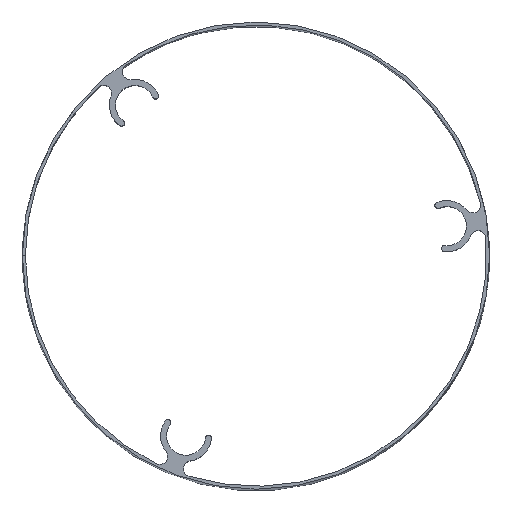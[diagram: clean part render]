
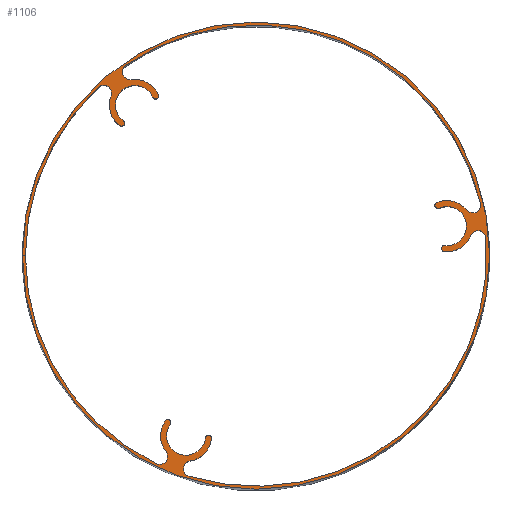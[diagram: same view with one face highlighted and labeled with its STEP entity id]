
A CAD part, top view. The second image highlights one B-rep face of the part: STEP entity #1106.
In plain terms, the highlighted planar face has unit normal (0, 0, 1).
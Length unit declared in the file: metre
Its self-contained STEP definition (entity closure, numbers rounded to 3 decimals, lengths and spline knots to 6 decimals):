
#81=LINE('',#1930,#145);
#83=LINE('',#1933,#147);
#145=VECTOR('',#1448,1.);
#147=VECTOR('',#1452,1.);
#193=CIRCLE('',#1193,0.0386);
#208=CIRCLE('',#1211,0.0381);
#210=CIRCLE('',#1213,0.0381);
#212=CIRCLE('',#1215,0.0381);
#214=CIRCLE('',#1217,0.0381);
#215=CIRCLE('',#1221,0.001303);
#216=CIRCLE('',#1222,0.004225);
#217=CIRCLE('',#1223,0.0005);
#218=CIRCLE('',#1224,0.003225);
#219=CIRCLE('',#1225,0.0005);
#220=CIRCLE('',#1226,0.004225);
#221=CIRCLE('',#1227,0.001303);
#222=CIRCLE('',#1228,0.001303);
#223=CIRCLE('',#1229,0.004225);
#224=CIRCLE('',#1230,0.0005);
#225=CIRCLE('',#1231,0.003225);
#226=CIRCLE('',#1232,0.0005);
#227=CIRCLE('',#1233,0.004225);
#228=CIRCLE('',#1234,0.001303);
#229=CIRCLE('',#1235,0.001303);
#230=CIRCLE('',#1236,0.004225);
#231=CIRCLE('',#1237,0.0005);
#232=CIRCLE('',#1238,0.003225);
#233=CIRCLE('',#1239,0.0005);
#234=CIRCLE('',#1240,0.004225);
#235=CIRCLE('',#1241,0.001303);
#386=ORIENTED_EDGE('',*,*,#722,.F.);
#387=ORIENTED_EDGE('',*,*,#721,.F.);
#388=ORIENTED_EDGE('',*,*,#726,.T.);
#389=ORIENTED_EDGE('',*,*,#727,.F.);
#390=ORIENTED_EDGE('',*,*,#728,.F.);
#391=ORIENTED_EDGE('',*,*,#729,.T.);
#392=ORIENTED_EDGE('',*,*,#730,.T.);
#393=ORIENTED_EDGE('',*,*,#731,.T.);
#394=ORIENTED_EDGE('',*,*,#732,.F.);
#395=ORIENTED_EDGE('',*,*,#717,.F.);
#396=ORIENTED_EDGE('',*,*,#733,.T.);
#397=ORIENTED_EDGE('',*,*,#734,.F.);
#398=ORIENTED_EDGE('',*,*,#735,.F.);
#399=ORIENTED_EDGE('',*,*,#736,.T.);
#400=ORIENTED_EDGE('',*,*,#737,.T.);
#401=ORIENTED_EDGE('',*,*,#738,.T.);
#402=ORIENTED_EDGE('',*,*,#739,.F.);
#403=ORIENTED_EDGE('',*,*,#713,.F.);
#404=ORIENTED_EDGE('',*,*,#740,.T.);
#405=ORIENTED_EDGE('',*,*,#741,.F.);
#406=ORIENTED_EDGE('',*,*,#742,.F.);
#407=ORIENTED_EDGE('',*,*,#743,.T.);
#408=ORIENTED_EDGE('',*,*,#744,.T.);
#409=ORIENTED_EDGE('',*,*,#745,.T.);
#410=ORIENTED_EDGE('',*,*,#746,.F.);
#411=ORIENTED_EDGE('',*,*,#709,.F.);
#412=ORIENTED_EDGE('',*,*,#724,.T.);
#413=ORIENTED_EDGE('',*,*,#667,.T.);
#667=EDGE_CURVE('',#842,#841,#193,.T.);
#709=EDGE_CURVE('',#874,#875,#208,.T.);
#713=EDGE_CURVE('',#878,#879,#210,.T.);
#717=EDGE_CURVE('',#882,#883,#212,.T.);
#721=EDGE_CURVE('',#886,#853,#214,.T.);
#722=EDGE_CURVE('',#853,#841,#81,.T.);
#724=EDGE_CURVE('',#874,#842,#83,.T.);
#726=EDGE_CURVE('',#886,#887,#215,.F.);
#727=EDGE_CURVE('',#888,#887,#216,.F.);
#728=EDGE_CURVE('',#889,#888,#217,.F.);
#729=EDGE_CURVE('',#889,#890,#218,.F.);
#730=EDGE_CURVE('',#890,#891,#219,.T.);
#731=EDGE_CURVE('',#891,#892,#220,.T.);
#732=EDGE_CURVE('',#883,#892,#221,.T.);
#733=EDGE_CURVE('',#882,#893,#222,.F.);
#734=EDGE_CURVE('',#894,#893,#223,.F.);
#735=EDGE_CURVE('',#895,#894,#224,.F.);
#736=EDGE_CURVE('',#895,#896,#225,.F.);
#737=EDGE_CURVE('',#896,#897,#226,.T.);
#738=EDGE_CURVE('',#897,#898,#227,.T.);
#739=EDGE_CURVE('',#879,#898,#228,.T.);
#740=EDGE_CURVE('',#878,#899,#229,.F.);
#741=EDGE_CURVE('',#900,#899,#230,.F.);
#742=EDGE_CURVE('',#901,#900,#231,.F.);
#743=EDGE_CURVE('',#901,#902,#232,.F.);
#744=EDGE_CURVE('',#902,#903,#233,.T.);
#745=EDGE_CURVE('',#903,#904,#234,.T.);
#746=EDGE_CURVE('',#875,#904,#235,.T.);
#841=VERTEX_POINT('',#1797);
#842=VERTEX_POINT('',#1799);
#853=VERTEX_POINT('',#1827);
#874=VERTEX_POINT('',#1903);
#875=VERTEX_POINT('',#1905);
#878=VERTEX_POINT('',#1911);
#879=VERTEX_POINT('',#1913);
#882=VERTEX_POINT('',#1919);
#883=VERTEX_POINT('',#1921);
#886=VERTEX_POINT('',#1927);
#887=VERTEX_POINT('',#1937);
#888=VERTEX_POINT('',#1939);
#889=VERTEX_POINT('',#1941);
#890=VERTEX_POINT('',#1943);
#891=VERTEX_POINT('',#1945);
#892=VERTEX_POINT('',#1947);
#893=VERTEX_POINT('',#1950);
#894=VERTEX_POINT('',#1952);
#895=VERTEX_POINT('',#1954);
#896=VERTEX_POINT('',#1956);
#897=VERTEX_POINT('',#1958);
#898=VERTEX_POINT('',#1960);
#899=VERTEX_POINT('',#1963);
#900=VERTEX_POINT('',#1965);
#901=VERTEX_POINT('',#1967);
#902=VERTEX_POINT('',#1969);
#903=VERTEX_POINT('',#1971);
#904=VERTEX_POINT('',#1973);
#958=EDGE_LOOP('',(#386,#387,#388,#389,#390,#391,#392,#393,#394,#395,#396,
#397,#398,#399,#400,#401,#402,#403,#404,#405,#406,#407,#408,#409,#410,#411,
#412,#413));
#1019=FACE_BOUND('',#958,.T.);
#1078=PLANE('',#1220);
#1106=ADVANCED_FACE('',(#1019),#1078,.T.);
#1193=AXIS2_PLACEMENT_3D('',#1798,#1372,#1373);
#1211=AXIS2_PLACEMENT_3D('',#1904,#1426,#1427);
#1213=AXIS2_PLACEMENT_3D('',#1912,#1432,#1433);
#1215=AXIS2_PLACEMENT_3D('',#1920,#1438,#1439);
#1217=AXIS2_PLACEMENT_3D('',#1928,#1444,#1445);
#1220=AXIS2_PLACEMENT_3D('',#1935,#1454,#1455);
#1221=AXIS2_PLACEMENT_3D('',#1936,#1456,#1457);
#1222=AXIS2_PLACEMENT_3D('',#1938,#1458,#1459);
#1223=AXIS2_PLACEMENT_3D('',#1940,#1460,#1461);
#1224=AXIS2_PLACEMENT_3D('',#1942,#1462,#1463);
#1225=AXIS2_PLACEMENT_3D('',#1944,#1464,#1465);
#1226=AXIS2_PLACEMENT_3D('',#1946,#1466,#1467);
#1227=AXIS2_PLACEMENT_3D('',#1948,#1468,#1469);
#1228=AXIS2_PLACEMENT_3D('',#1949,#1470,#1471);
#1229=AXIS2_PLACEMENT_3D('',#1951,#1472,#1473);
#1230=AXIS2_PLACEMENT_3D('',#1953,#1474,#1475);
#1231=AXIS2_PLACEMENT_3D('',#1955,#1476,#1477);
#1232=AXIS2_PLACEMENT_3D('',#1957,#1478,#1479);
#1233=AXIS2_PLACEMENT_3D('',#1959,#1480,#1481);
#1234=AXIS2_PLACEMENT_3D('',#1961,#1482,#1483);
#1235=AXIS2_PLACEMENT_3D('',#1962,#1484,#1485);
#1236=AXIS2_PLACEMENT_3D('',#1964,#1486,#1487);
#1237=AXIS2_PLACEMENT_3D('',#1966,#1488,#1489);
#1238=AXIS2_PLACEMENT_3D('',#1968,#1490,#1491);
#1239=AXIS2_PLACEMENT_3D('',#1970,#1492,#1493);
#1240=AXIS2_PLACEMENT_3D('',#1972,#1494,#1495);
#1241=AXIS2_PLACEMENT_3D('',#1974,#1496,#1497);
#1372=DIRECTION('',(0.,0.,1.));
#1373=DIRECTION('',(1.,0.,0.));
#1426=DIRECTION('',(0.,0.,1.));
#1427=DIRECTION('',(1.,0.,0.));
#1432=DIRECTION('',(0.,0.,1.));
#1433=DIRECTION('',(1.,0.,0.));
#1438=DIRECTION('',(0.,0.,1.));
#1439=DIRECTION('',(1.,0.,0.));
#1444=DIRECTION('',(0.,0.,1.));
#1445=DIRECTION('',(1.,0.,0.));
#1448=DIRECTION('',(-1.,0.,0.));
#1452=DIRECTION('',(-1.,0.,0.));
#1454=DIRECTION('',(0.,0.,1.));
#1455=DIRECTION('',(1.,0.,0.));
#1456=DIRECTION('',(0.,0.,1.));
#1457=DIRECTION('',(1.,0.,0.));
#1458=DIRECTION('',(0.,0.,1.));
#1459=DIRECTION('',(1.,0.,0.));
#1460=DIRECTION('',(0.,0.,1.));
#1461=DIRECTION('',(1.,0.,0.));
#1462=DIRECTION('',(0.,0.,1.));
#1463=DIRECTION('',(1.,0.,0.));
#1464=DIRECTION('',(0.,0.,1.));
#1465=DIRECTION('',(1.,0.,0.));
#1466=DIRECTION('',(0.,0.,1.));
#1467=DIRECTION('',(1.,0.,0.));
#1468=DIRECTION('',(0.,0.,1.));
#1469=DIRECTION('',(1.,0.,0.));
#1470=DIRECTION('',(0.,0.,1.));
#1471=DIRECTION('',(1.,0.,0.));
#1472=DIRECTION('',(0.,0.,1.));
#1473=DIRECTION('',(1.,0.,0.));
#1474=DIRECTION('',(0.,0.,1.));
#1475=DIRECTION('',(1.,0.,0.));
#1476=DIRECTION('',(0.,0.,1.));
#1477=DIRECTION('',(1.,0.,0.));
#1478=DIRECTION('',(0.,0.,1.));
#1479=DIRECTION('',(1.,0.,0.));
#1480=DIRECTION('',(0.,0.,1.));
#1481=DIRECTION('',(1.,0.,0.));
#1482=DIRECTION('',(0.,0.,1.));
#1483=DIRECTION('',(1.,0.,0.));
#1484=DIRECTION('',(0.,0.,1.));
#1485=DIRECTION('',(1.,0.,0.));
#1486=DIRECTION('',(0.,0.,1.));
#1487=DIRECTION('',(1.,0.,0.));
#1488=DIRECTION('',(0.,0.,1.));
#1489=DIRECTION('',(1.,0.,0.));
#1490=DIRECTION('',(0.,0.,1.));
#1491=DIRECTION('',(1.,0.,0.));
#1492=DIRECTION('',(0.,0.,1.));
#1493=DIRECTION('',(1.,0.,0.));
#1494=DIRECTION('',(0.,0.,1.));
#1495=DIRECTION('',(1.,0.,0.));
#1496=DIRECTION('',(0.,0.,1.));
#1497=DIRECTION('',(1.,0.,0.));
#1797=CARTESIAN_POINT('',(-0.0386,0.000025,0.141));
#1798=CARTESIAN_POINT('',(0.,0.,0.141));
#1799=CARTESIAN_POINT('',(-0.0386,-0.000025,0.141));
#1827=CARTESIAN_POINT('',(-0.0381,0.000025,0.141));
#1903=CARTESIAN_POINT('',(-0.0381,-0.000025,0.141));
#1904=CARTESIAN_POINT('',(0.,0.,0.141));
#1905=CARTESIAN_POINT('',(-0.01645,-0.034366,0.141));
#1911=CARTESIAN_POINT('',(-0.011038,-0.036466,0.141));
#1912=CARTESIAN_POINT('',(0.,0.,0.141));
#1913=CARTESIAN_POINT('',(0.037987,0.002937,0.141));
#1919=CARTESIAN_POINT('',(0.0371,0.008674,0.141));
#1920=CARTESIAN_POINT('',(0.,0.,0.141));
#1921=CARTESIAN_POINT('',(-0.021537,0.031429,0.141));
#1927=CARTESIAN_POINT('',(-0.026061,0.027792,0.141));
#1928=CARTESIAN_POINT('',(0.,0.,0.141));
#1930=CARTESIAN_POINT('',(-0.03835,0.000025,0.141));
#1933=CARTESIAN_POINT('',(-0.03835,-0.000025,0.141));
#1935=CARTESIAN_POINT('',(0.1381,0.,0.141));
#1936=CARTESIAN_POINT('',(-0.02517,0.026842,0.141));
#1937=CARTESIAN_POINT('',(-0.023951,0.02638,0.141));
#1938=CARTESIAN_POINT('',(-0.02,0.024884,0.141));
#1939=CARTESIAN_POINT('',(-0.022496,0.021475,0.141));
#1940=CARTESIAN_POINT('',(-0.022201,0.021878,0.141));
#1941=CARTESIAN_POINT('',(-0.021905,0.022282,0.141));
#1942=CARTESIAN_POINT('',(-0.02,0.024884,0.141));
#1943=CARTESIAN_POINT('',(-0.017049,0.026185,0.141));
#1944=CARTESIAN_POINT('',(-0.016592,0.026386,0.141));
#1945=CARTESIAN_POINT('',(-0.016134,0.026588,0.141));
#1946=CARTESIAN_POINT('',(-0.02,0.024884,0.141));
#1947=CARTESIAN_POINT('',(-0.020611,0.029064,0.141));
#1948=CARTESIAN_POINT('',(-0.0208,0.030354,0.141));
#1949=CARTESIAN_POINT('',(0.035831,0.008377,0.141));
#1950=CARTESIAN_POINT('',(0.034821,0.007552,0.141));
#1951=CARTESIAN_POINT('',(0.03155,0.004879,0.141));
#1952=CARTESIAN_POINT('',(0.029846,0.008745,0.141));
#1953=CARTESIAN_POINT('',(0.030047,0.008287,0.141));
#1954=CARTESIAN_POINT('',(0.030249,0.00783,0.141));
#1955=CARTESIAN_POINT('',(0.03155,0.004879,0.141));
#1956=CARTESIAN_POINT('',(0.031201,0.001673,0.141));
#1957=CARTESIAN_POINT('',(0.031147,0.001175,0.141));
#1958=CARTESIAN_POINT('',(0.031093,0.000678,0.141));
#1959=CARTESIAN_POINT('',(0.03155,0.004879,0.141));
#1960=CARTESIAN_POINT('',(0.035476,0.003318,0.141));
#1961=CARTESIAN_POINT('',(0.036687,0.002836,0.141));
#1962=CARTESIAN_POINT('',(-0.010661,-0.035219,0.141));
#1963=CARTESIAN_POINT('',(-0.01087,-0.033932,0.141));
#1964=CARTESIAN_POINT('',(-0.01155,-0.029762,0.141));
#1965=CARTESIAN_POINT('',(-0.00735,-0.030219,0.141));
#1966=CARTESIAN_POINT('',(-0.007847,-0.030165,0.141));
#1967=CARTESIAN_POINT('',(-0.008344,-0.030111,0.141));
#1968=CARTESIAN_POINT('',(-0.01155,-0.029762,0.141));
#1969=CARTESIAN_POINT('',(-0.014152,-0.027857,0.141));
#1970=CARTESIAN_POINT('',(-0.014556,-0.027562,0.141));
#1971=CARTESIAN_POINT('',(-0.014959,-0.027267,0.141));
#1972=CARTESIAN_POINT('',(-0.01155,-0.029762,0.141));
#1973=CARTESIAN_POINT('',(-0.014865,-0.032382,0.141));
#1974=CARTESIAN_POINT('',(-0.015887,-0.03319,0.141));
